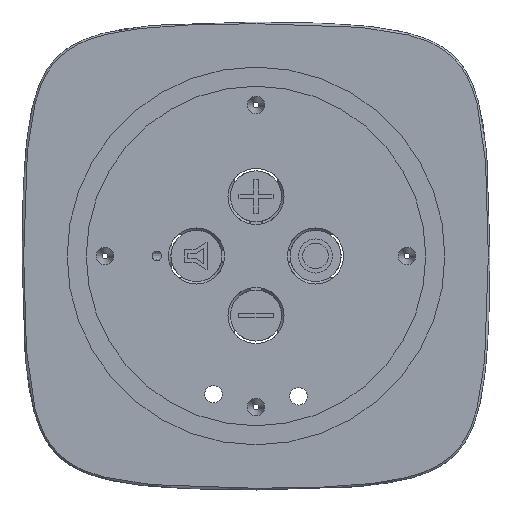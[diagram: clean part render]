
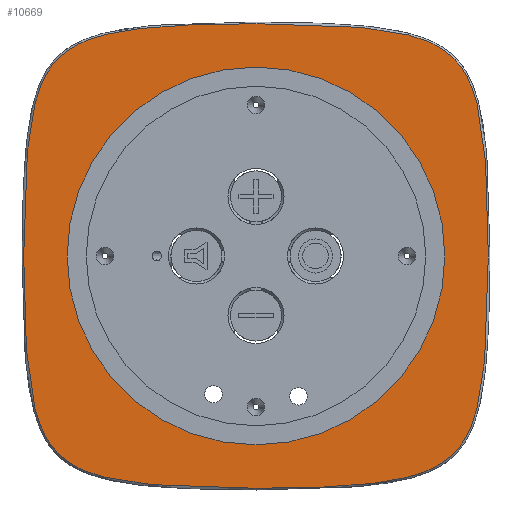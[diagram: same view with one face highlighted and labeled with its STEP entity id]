
A CAD part, top view. The second image highlights one B-rep face of the part: STEP entity #10669.
In plain terms, the highlighted planar face has unit normal (0, 0, 1).
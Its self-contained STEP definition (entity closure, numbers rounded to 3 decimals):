
#236=FACE_BOUND('',#1633,.T.);
#486=PLANE('',#11578);
#689=B_SPLINE_CURVE_WITH_KNOTS('',3,(#17696,#17697,#17698,#17699,#17700,
#17701,#17702,#17703,#17704,#17705,#17706),.UNSPECIFIED.,.F.,.F.,(4,1,1,
1,1,1,1,1,4),(0.,2.562,5.124,7.686,
10.248,11.529,12.81,15.372,17.934),
 .UNSPECIFIED.);
#691=B_SPLINE_CURVE_WITH_KNOTS('',3,(#17931,#17932,#17933,#17934,#17935,
#17936,#17937,#17938,#17939,#17940,#17941,#17942,#17943),.UNSPECIFIED.,
 .F.,.F.,(4,1,1,1,1,1,1,1,1,1,4),(0.,2.562,
5.124,6.725,7.686,10.248,11.529,
12.81,13.771,15.372,17.934),
 .UNSPECIFIED.);
#693=B_SPLINE_CURVE_WITH_KNOTS('',3,(#18002,#18003,#18004,#18005,#18006,
#18007,#18008,#18009,#18010,#18011,#18012),.UNSPECIFIED.,.F.,.F.,(4,1,1,
1,1,1,1,1,4),(0.,2.562,5.124,7.686,
10.248,11.529,12.81,15.372,17.934),
 .UNSPECIFIED.);
#695=B_SPLINE_CURVE_WITH_KNOTS('',3,(#18240,#18241,#18242,#18243,#18244,
#18245,#18246,#18247,#18248,#18249,#18250,#18251,#18252),.UNSPECIFIED.,
 .F.,.F.,(4,1,1,1,1,1,1,1,1,1,4),(0.,2.562,
5.124,6.725,7.686,10.248,11.529,
12.81,14.411,15.372,17.934),
 .UNSPECIFIED.);
#1022=FACE_OUTER_BOUND('',#1632,.T.);
#1632=EDGE_LOOP('',(#8829,#8830,#8831,#8832));
#1633=EDGE_LOOP('',(#8833));
#4188=CIRCLE('',#11579,44.4);
#5101=VERTEX_POINT('',#17679);
#5104=VERTEX_POINT('',#17694);
#5105=VERTEX_POINT('',#17759);
#5107=VERTEX_POINT('',#17988);
#5112=VERTEX_POINT('',#18332);
#6459=EDGE_CURVE('',#5104,#5101,#689,.T.);
#6462=EDGE_CURVE('',#5101,#5105,#691,.T.);
#6465=EDGE_CURVE('',#5105,#5107,#693,.T.);
#6467=EDGE_CURVE('',#5107,#5104,#695,.T.);
#6473=EDGE_CURVE('',#5112,#5112,#4188,.T.);
#8829=ORIENTED_EDGE('',*,*,#6459,.F.);
#8830=ORIENTED_EDGE('',*,*,#6467,.F.);
#8831=ORIENTED_EDGE('',*,*,#6465,.F.);
#8832=ORIENTED_EDGE('',*,*,#6462,.F.);
#8833=ORIENTED_EDGE('',*,*,#6473,.T.);
#10669=ADVANCED_FACE('',(#1022,#236),#486,.T.);
#11578=AXIS2_PLACEMENT_3D('',#18331,#13884,#13885);
#11579=AXIS2_PLACEMENT_3D('',#18333,#13886,#13887);
#13884=DIRECTION('center_axis',(0.,0.,1.));
#13885=DIRECTION('ref_axis',(1.,0.,0.));
#13886=DIRECTION('center_axis',(0.,0.,-1.));
#13887=DIRECTION('ref_axis',(-1.,0.,0.));
#17679=CARTESIAN_POINT('',(54.6,0.,157.895));
#17694=CARTESIAN_POINT('',(0.,54.6,157.895));
#17696=CARTESIAN_POINT('Ctrl Pts',(0.,54.6,157.895));
#17697=CARTESIAN_POINT('Ctrl Pts',(8.534,54.6,157.895));
#17698=CARTESIAN_POINT('Ctrl Pts',(22.373,54.23,157.895));
#17699=CARTESIAN_POINT('Ctrl Pts',(35.576,52.452,157.895));
#17700=CARTESIAN_POINT('Ctrl Pts',(43.867,49.23,157.895));
#17701=CARTESIAN_POINT('Ctrl Pts',(48.255,44.926,157.895));
#17702=CARTESIAN_POINT('Ctrl Pts',(50.772,39.898,157.895));
#17703=CARTESIAN_POINT('Ctrl Pts',(52.707,33.605,157.895));
#17704=CARTESIAN_POINT('Ctrl Pts',(54.232,22.487,157.895));
#17705=CARTESIAN_POINT('Ctrl Pts',(54.6,8.575,157.895));
#17706=CARTESIAN_POINT('Ctrl Pts',(54.6,0.,157.895));
#17759=CARTESIAN_POINT('',(0.,-54.6,157.895));
#17931=CARTESIAN_POINT('Ctrl Pts',(54.6,0.,157.895));
#17932=CARTESIAN_POINT('Ctrl Pts',(54.6,-8.534,157.895));
#17933=CARTESIAN_POINT('Ctrl Pts',(54.232,-22.369,157.895));
#17934=CARTESIAN_POINT('Ctrl Pts',(52.671,-33.933,157.895));
#17935=CARTESIAN_POINT('Ctrl Pts',(50.709,-40.063,157.895));
#17936=CARTESIAN_POINT('Ctrl Pts',(48.152,-44.979,157.895));
#17937=CARTESIAN_POINT('Ctrl Pts',(44.928,-48.244,157.895));
#17938=CARTESIAN_POINT('Ctrl Pts',(39.897,-50.775,157.895));
#17939=CARTESIAN_POINT('Ctrl Pts',(35.568,-52.101,157.895));
#17940=CARTESIAN_POINT('Ctrl Pts',(29.721,-53.241,157.895));
#17941=CARTESIAN_POINT('Ctrl Pts',(19.87,-54.301,157.895));
#17942=CARTESIAN_POINT('Ctrl Pts',(8.575,-54.6,157.895));
#17943=CARTESIAN_POINT('Ctrl Pts',(0.,-54.6,157.895));
#17988=CARTESIAN_POINT('',(-54.6,0.,157.895));
#18002=CARTESIAN_POINT('Ctrl Pts',(0.,-54.6,157.895));
#18003=CARTESIAN_POINT('Ctrl Pts',(-8.534,-54.6,157.895));
#18004=CARTESIAN_POINT('Ctrl Pts',(-22.373,-54.23,
157.895));
#18005=CARTESIAN_POINT('Ctrl Pts',(-35.576,-52.452,
157.895));
#18006=CARTESIAN_POINT('Ctrl Pts',(-43.867,-49.23,
157.895));
#18007=CARTESIAN_POINT('Ctrl Pts',(-48.255,-44.926,
157.895));
#18008=CARTESIAN_POINT('Ctrl Pts',(-50.772,-39.898,
157.895));
#18009=CARTESIAN_POINT('Ctrl Pts',(-52.707,-33.605,
157.895));
#18010=CARTESIAN_POINT('Ctrl Pts',(-54.232,-22.487,
157.895));
#18011=CARTESIAN_POINT('Ctrl Pts',(-54.6,-8.575,157.895));
#18012=CARTESIAN_POINT('Ctrl Pts',(-54.6,0.,157.895));
#18240=CARTESIAN_POINT('Ctrl Pts',(-54.6,0.,157.895));
#18241=CARTESIAN_POINT('Ctrl Pts',(-54.6,8.534,157.895));
#18242=CARTESIAN_POINT('Ctrl Pts',(-54.232,22.369,157.895));
#18243=CARTESIAN_POINT('Ctrl Pts',(-52.671,33.933,157.895));
#18244=CARTESIAN_POINT('Ctrl Pts',(-50.709,40.063,157.895));
#18245=CARTESIAN_POINT('Ctrl Pts',(-48.152,44.979,157.895));
#18246=CARTESIAN_POINT('Ctrl Pts',(-44.928,48.244,157.895));
#18247=CARTESIAN_POINT('Ctrl Pts',(-39.897,50.775,157.895));
#18248=CARTESIAN_POINT('Ctrl Pts',(-34.781,52.343,157.895));
#18249=CARTESIAN_POINT('Ctrl Pts',(-28.608,53.393,157.895));
#18250=CARTESIAN_POINT('Ctrl Pts',(-18.132,54.347,157.895));
#18251=CARTESIAN_POINT('Ctrl Pts',(-8.575,54.6,157.895));
#18252=CARTESIAN_POINT('Ctrl Pts',(0.,54.6,157.895));
#18331=CARTESIAN_POINT('Origin',(0.,0.,157.895));
#18332=CARTESIAN_POINT('',(-44.4,0.,157.895));
#18333=CARTESIAN_POINT('Origin',(0.,0.,157.895));
